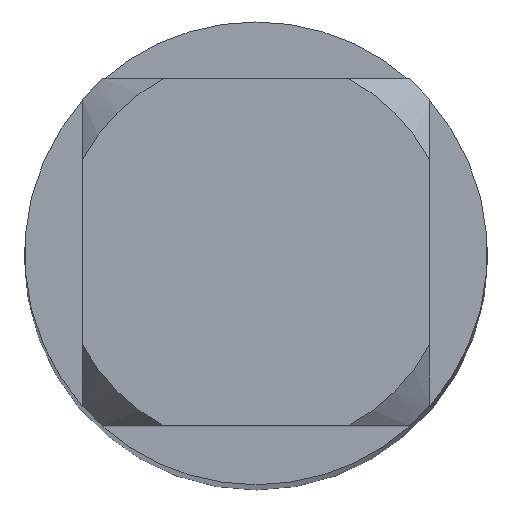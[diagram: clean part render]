
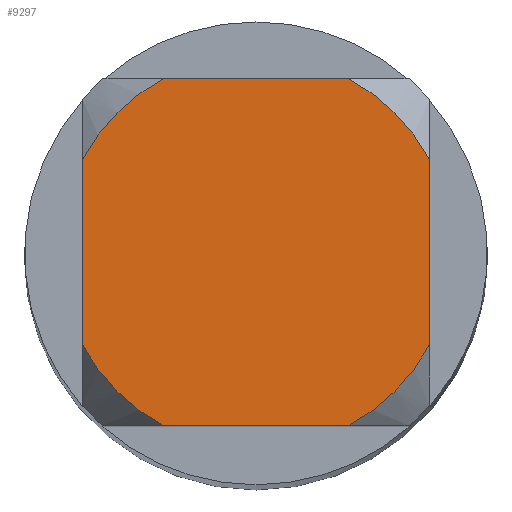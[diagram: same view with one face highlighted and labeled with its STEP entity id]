
A CAD part, top view. The second image highlights one B-rep face of the part: STEP entity #9297.
In plain terms, the highlighted planar face has unit normal (0, 0, 1).
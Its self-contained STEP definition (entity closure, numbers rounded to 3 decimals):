
#4401=VERTEX_POINT('',#12282);
#4803=VERTEX_POINT('',#12718);
#6437=VERTEX_POINT('',#14491);
#6789=EDGE_CURVE('',#10907,#4803,#14875,.T.);
#7315=VERTEX_POINT('',#15449);
#7343=EDGE_CURVE('',#10907,#4401,#15478,.T.);
#8425=EDGE_CURVE('',#6437,#7315,#16662,.T.);
#8465=EDGE_CURVE('',#8927,#4401,#16707,.T.);
#8927=VERTEX_POINT('',#17217);
#9297=ADVANCED_FACE('',(#17617),#17618,.T.);
#10523=VERTEX_POINT('',#18963);
#10585=EDGE_CURVE('',#11641,#4803,#19031,.T.);
#10849=EDGE_CURVE('',#6437,#10523,#19324,.T.);
#10907=VERTEX_POINT('',#19389);
#11393=EDGE_CURVE('',#8927,#10523,#19910,.T.);
#11641=VERTEX_POINT('',#20179);
#11757=EDGE_CURVE('',#11641,#7315,#20304,.T.);
#12282=CARTESIAN_POINT('',(-1.5,-0.8,0.0));
#12718=CARTESIAN_POINT('',(-0.8,1.5,0.0));
#14491=CARTESIAN_POINT('',(1.5,-0.8,0.0));
#14875=CIRCLE('',#25430,1.7);
#15449=CARTESIAN_POINT('',(1.5,0.8,0.0));
#15478=LINE('',#26427,#26428);
#16662=LINE('',#28436,#28437);
#16707=CIRCLE('',#28510,1.7);
#17217=CARTESIAN_POINT('',(-0.8,-1.5,0.0));
#17617=FACE_OUTER_BOUND('',#29979,.T.);
#17618=PLANE('',#29980);
#18963=CARTESIAN_POINT('',(0.8,-1.5,0.0));
#19031=LINE('',#32358,#32359);
#19324=CIRCLE('',#32793,1.7);
#19389=CARTESIAN_POINT('',(-1.5,0.8,0.0));
#19910=LINE('',#33823,#33824);
#20179=CARTESIAN_POINT('',(0.8,1.5,0.0));
#20304=CIRCLE('',#34429,1.7);
#25430=AXIS2_PLACEMENT_3D('',#37875,#37876,#37877);
#26427=CARTESIAN_POINT('',(-1.5,0.425,0.0));
#26428=VECTOR('',#38497,1.0);
#28436=CARTESIAN_POINT('',(1.5,0.425,0.0));
#28437=VECTOR('',#39764,1.0);
#28510=AXIS2_PLACEMENT_3D('',#39819,#39820,#39821);
#29979=EDGE_LOOP('',(#40817,#40818,#40819,#40820,#40821,#40822,#40823,#40824));
#29980=AXIS2_PLACEMENT_3D('',#40825,#40826,#40827);
#32358=CARTESIAN_POINT('',(0.0,1.5,0.0));
#32359=VECTOR('',#42951,1.0);
#32793=AXIS2_PLACEMENT_3D('',#43302,#43303,#43304);
#33823=CARTESIAN_POINT('',(0.0,-1.5,0.0));
#33824=VECTOR('',#43873,1.0);
#34429=AXIS2_PLACEMENT_3D('',#44249,#44250,#44251);
#37875=CARTESIAN_POINT('',(0.0,0.0,0.0));
#37876=DIRECTION('',(0.0,0.0,-1.0));
#37877=DIRECTION('',(0.0,1.0,0.0));
#38497=DIRECTION('',(-0.0,-1.0,0.0));
#39764=DIRECTION('',(-0.0,1.0,0.0));
#39819=CARTESIAN_POINT('',(0.0,0.0,0.0));
#39820=DIRECTION('',(0.0,0.0,-1.0));
#39821=DIRECTION('',(0.0,1.0,0.0));
#40817=ORIENTED_EDGE('',*,*,#7343,.T.);
#40818=ORIENTED_EDGE('',*,*,#8465,.F.);
#40819=ORIENTED_EDGE('',*,*,#11393,.T.);
#40820=ORIENTED_EDGE('',*,*,#10849,.F.);
#40821=ORIENTED_EDGE('',*,*,#8425,.T.);
#40822=ORIENTED_EDGE('',*,*,#11757,.F.);
#40823=ORIENTED_EDGE('',*,*,#10585,.T.);
#40824=ORIENTED_EDGE('',*,*,#6789,.F.);
#40825=CARTESIAN_POINT('',(0.0,0.85,0.0));
#40826=DIRECTION('',(-0.0,0.0,1.0));
#40827=DIRECTION('',(0.0,-1.0,0.0));
#42951=DIRECTION('',(-1.0,0.0,0.0));
#43302=CARTESIAN_POINT('',(0.0,0.0,0.0));
#43303=DIRECTION('',(0.0,0.0,-1.0));
#43304=DIRECTION('',(0.0,1.0,0.0));
#43873=DIRECTION('',(1.0,0.0,0.0));
#44249=CARTESIAN_POINT('',(0.0,0.0,0.0));
#44250=DIRECTION('',(0.0,0.0,-1.0));
#44251=DIRECTION('',(0.0,1.0,0.0));
